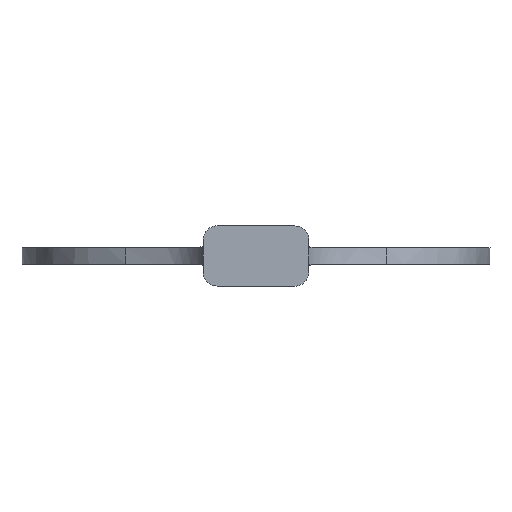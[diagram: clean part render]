
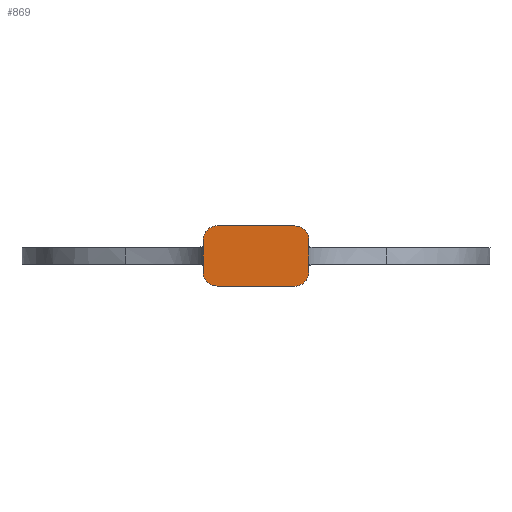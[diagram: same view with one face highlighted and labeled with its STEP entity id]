
A CAD part, left-side view. The second image highlights one B-rep face of the part: STEP entity #869.
In plain terms, the highlighted planar face has unit normal (-1, 0, 0).
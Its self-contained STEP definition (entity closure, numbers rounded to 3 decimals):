
#39=PLANE('',#914);
#48=LINE('',#3801,#64);
#49=LINE('',#3802,#65);
#50=LINE('',#3803,#66);
#51=LINE('',#3804,#67);
#64=VECTOR('',#967,10.);
#65=VECTOR('',#968,10.);
#66=VECTOR('',#969,10.);
#67=VECTOR('',#970,10.);
#130=FACE_OUTER_BOUND('',#179,.T.);
#179=EDGE_LOOP('',(#715,#716,#717,#718,#719,#720,#721,#722));
#212=B_SPLINE_CURVE_WITH_KNOTS('',3,(#1483,#1484,#1485,#1486,#1487,#1488,
#1489,#1490,#1491,#1492),.UNSPECIFIED.,.F.,.F.,(4,2,2,2,4),(0.,0.2,
0.399,0.595,0.793),.UNSPECIFIED.);
#222=B_SPLINE_CURVE_WITH_KNOTS('',3,(#1724,#1725,#1726,#1727,#1728,#1729,
#1730,#1731,#1732,#1733,#1734,#1735),.UNSPECIFIED.,.F.,.F.,(4,2,2,2,2,4),
(0.,0.193,0.387,0.584,0.688,
0.792),.UNSPECIFIED.);
#252=B_SPLINE_CURVE_WITH_KNOTS('',3,(#2423,#2424,#2425,#2426,#2427,#2428,
#2429,#2430,#2431,#2432),.UNSPECIFIED.,.F.,.F.,(4,2,2,2,4),(0.,0.2,
0.399,0.595,0.793),.UNSPECIFIED.);
#261=B_SPLINE_CURVE_WITH_KNOTS('',3,(#2656,#2657,#2658,#2659,#2660,#2661,
#2662,#2663,#2664,#2665,#2666,#2667),.UNSPECIFIED.,.F.,.F.,(4,2,2,2,2,4),
(0.,0.193,0.387,0.584,0.688,
0.792),.UNSPECIFIED.);
#303=VERTEX_POINT('',#1465);
#304=VERTEX_POINT('',#1482);
#312=VERTEX_POINT('',#1707);
#313=VERTEX_POINT('',#1723);
#338=VERTEX_POINT('',#2405);
#339=VERTEX_POINT('',#2422);
#345=VERTEX_POINT('',#2640);
#346=VERTEX_POINT('',#2655);
#403=EDGE_CURVE('',#303,#304,#212,.T.);
#413=EDGE_CURVE('',#312,#313,#222,.T.);
#452=EDGE_CURVE('',#338,#339,#252,.T.);
#461=EDGE_CURVE('',#345,#346,#261,.T.);
#495=EDGE_CURVE('',#346,#303,#48,.T.);
#496=EDGE_CURVE('',#345,#339,#49,.T.);
#497=EDGE_CURVE('',#313,#338,#50,.T.);
#498=EDGE_CURVE('',#304,#312,#51,.T.);
#715=ORIENTED_EDGE('',*,*,#403,.F.);
#716=ORIENTED_EDGE('',*,*,#495,.F.);
#717=ORIENTED_EDGE('',*,*,#461,.F.);
#718=ORIENTED_EDGE('',*,*,#496,.T.);
#719=ORIENTED_EDGE('',*,*,#452,.F.);
#720=ORIENTED_EDGE('',*,*,#497,.F.);
#721=ORIENTED_EDGE('',*,*,#413,.F.);
#722=ORIENTED_EDGE('',*,*,#498,.F.);
#869=ADVANCED_FACE('',(#130),#39,.T.);
#914=AXIS2_PLACEMENT_3D('',#3800,#965,#966);
#965=DIRECTION('center_axis',(-1.,0.,0.));
#966=DIRECTION('ref_axis',(0.,-1.,0.));
#967=DIRECTION('',(0.,1.,0.));
#968=DIRECTION('',(0.,0.,1.));
#969=DIRECTION('',(0.,-1.,0.));
#970=DIRECTION('',(0.,0.,1.));
#1465=CARTESIAN_POINT('',(-162.601,32.737,-11.));
#1482=CARTESIAN_POINT('',(-162.601,37.8,-6.));
#1483=CARTESIAN_POINT('Ctrl Pts',(-162.601,32.737,-11.));
#1484=CARTESIAN_POINT('Ctrl Pts',(-162.601,33.403,-11.));
#1485=CARTESIAN_POINT('Ctrl Pts',(-162.601,34.063,-10.87));
#1486=CARTESIAN_POINT('Ctrl Pts',(-162.601,35.292,-10.365));
#1487=CARTESIAN_POINT('Ctrl Pts',(-162.601,35.85,-9.996));
#1488=CARTESIAN_POINT('Ctrl Pts',(-162.601,36.786,-9.069));
#1489=CARTESIAN_POINT('Ctrl Pts',(-162.601,37.157,-8.523));
#1490=CARTESIAN_POINT('Ctrl Pts',(-162.601,37.668,-7.312));
#1491=CARTESIAN_POINT('Ctrl Pts',(-162.601,37.8,-6.659));
#1492=CARTESIAN_POINT('Ctrl Pts',(-162.601,37.8,-6.));
#1707=CARTESIAN_POINT('',(-162.601,37.8,6.));
#1723=CARTESIAN_POINT('',(-162.601,32.737,11.));
#1724=CARTESIAN_POINT('Ctrl Pts',(-162.601,37.8,6.));
#1725=CARTESIAN_POINT('Ctrl Pts',(-162.601,37.8,6.643));
#1726=CARTESIAN_POINT('Ctrl Pts',(-162.601,37.674,7.278));
#1727=CARTESIAN_POINT('Ctrl Pts',(-162.601,37.185,8.472));
#1728=CARTESIAN_POINT('Ctrl Pts',(-162.601,36.825,9.018));
#1729=CARTESIAN_POINT('Ctrl Pts',(-162.601,35.911,9.949));
#1730=CARTESIAN_POINT('Ctrl Pts',(-162.601,35.363,10.323));
#1731=CARTESIAN_POINT('Ctrl Pts',(-162.601,34.441,10.72));
#1732=CARTESIAN_POINT('Ctrl Pts',(-162.601,34.11,10.825));
#1733=CARTESIAN_POINT('Ctrl Pts',(-162.601,33.43,10.965));
#1734=CARTESIAN_POINT('Ctrl Pts',(-162.601,33.084,11.));
#1735=CARTESIAN_POINT('Ctrl Pts',(-162.601,32.737,11.));
#2405=CARTESIAN_POINT('',(-162.601,4.263,11.));
#2422=CARTESIAN_POINT('',(-162.601,-0.8,6.));
#2423=CARTESIAN_POINT('Ctrl Pts',(-162.601,4.263,11.));
#2424=CARTESIAN_POINT('Ctrl Pts',(-162.601,3.597,11.));
#2425=CARTESIAN_POINT('Ctrl Pts',(-162.601,2.937,10.87));
#2426=CARTESIAN_POINT('Ctrl Pts',(-162.601,1.708,10.365));
#2427=CARTESIAN_POINT('Ctrl Pts',(-162.601,1.15,9.996));
#2428=CARTESIAN_POINT('Ctrl Pts',(-162.601,0.214,9.069));
#2429=CARTESIAN_POINT('Ctrl Pts',(-162.601,-0.157,
8.523));
#2430=CARTESIAN_POINT('Ctrl Pts',(-162.601,-0.668,
7.312));
#2431=CARTESIAN_POINT('Ctrl Pts',(-162.601,-0.8,6.659));
#2432=CARTESIAN_POINT('Ctrl Pts',(-162.601,-0.8,6.));
#2640=CARTESIAN_POINT('',(-162.601,-0.8,-6.));
#2655=CARTESIAN_POINT('',(-162.601,4.263,-11.));
#2656=CARTESIAN_POINT('Ctrl Pts',(-162.601,-0.8,-6.));
#2657=CARTESIAN_POINT('Ctrl Pts',(-162.601,-0.8,-6.643));
#2658=CARTESIAN_POINT('Ctrl Pts',(-162.601,-0.674,-7.278));
#2659=CARTESIAN_POINT('Ctrl Pts',(-162.601,-0.185,-8.472));
#2660=CARTESIAN_POINT('Ctrl Pts',(-162.601,0.175,-9.018));
#2661=CARTESIAN_POINT('Ctrl Pts',(-162.601,1.089,-9.949));
#2662=CARTESIAN_POINT('Ctrl Pts',(-162.601,1.637,-10.323));
#2663=CARTESIAN_POINT('Ctrl Pts',(-162.601,2.559,-10.72));
#2664=CARTESIAN_POINT('Ctrl Pts',(-162.601,2.89,-10.825));
#2665=CARTESIAN_POINT('Ctrl Pts',(-162.601,3.57,-10.965));
#2666=CARTESIAN_POINT('Ctrl Pts',(-162.601,3.916,-11.));
#2667=CARTESIAN_POINT('Ctrl Pts',(-162.601,4.263,-11.));
#3800=CARTESIAN_POINT('Origin',(-162.601,37.8,0.));
#3801=CARTESIAN_POINT('',(-162.601,20.,-11.));
#3802=CARTESIAN_POINT('',(-162.601,-0.8,0.));
#3803=CARTESIAN_POINT('',(-162.601,20.,11.));
#3804=CARTESIAN_POINT('',(-162.601,37.8,0.));
